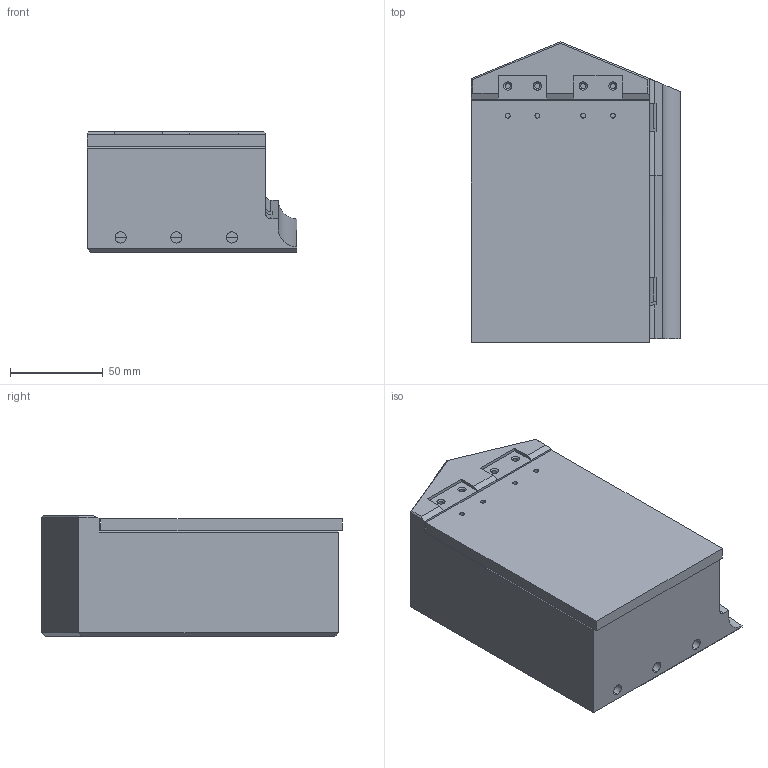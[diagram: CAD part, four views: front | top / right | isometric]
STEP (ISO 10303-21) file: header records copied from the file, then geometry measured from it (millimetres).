
FILE_DESCRIPTION (( 'STEP AP214' ), '1' );
FILE_NAME ('binobarn-v1.STEP', '2022-11-06T07:22:36', ( '' ), ( '' ), 'SwSTEP 2.0', 'SolidWorks 2018', '' );
FILE_SCHEMA (( 'AUTOMOTIVE_DESIGN' ));
Length unit declared in the file: millimetre
Products named in the file (1): binobarn-v1
Bounding box: 112.94 x 162 x 65 mm (x, y, z)
Volume: 406312.8 mm3; surface area: 137198.1 mm2
Topology: 3 solids, 3 shells, 142 faces, 383 edges, 245 vertices
Faces by surface type: plane 71, cylinder 59, cone 12
Entity records: 4561 total; most frequent: CARTESIAN_POINT 795, DIRECTION 783, ORIENTED_EDGE 766, EDGE_CURVE 383, AXIS2_PLACEMENT_3D 265, VECTOR 253, LINE 253, VERTEX_POINT 245
